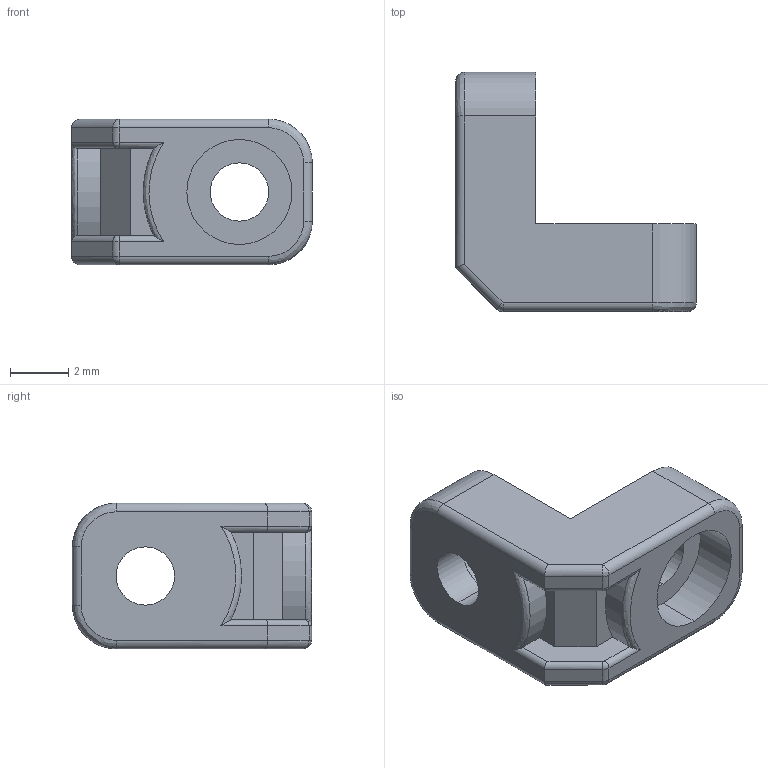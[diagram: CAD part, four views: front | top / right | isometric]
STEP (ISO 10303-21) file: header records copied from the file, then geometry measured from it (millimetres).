
FILE_DESCRIPTION (( 'STEP AP214' ), '1' );
FILE_NAME ('DRJ-0003.step', '2015-02-11T17:11:47', ( 'Alexandre' ), ( '' ), 'SwSTEP 2.0', 'SolidWorks 2015', '' );
FILE_SCHEMA (( 'AUTOMOTIVE_DESIGN' ));
Length unit declared in the file: millimetre
Products named in the file (1): DRJ-0003
Bounding box: 8.25 x 8.2 x 5 mm (x, y, z)
Volume: 133.6 mm3; surface area: 266 mm2
Topology: 1 solids, 1 shells, 57 faces, 137 edges, 82 vertices
Faces by surface type: cylinder 30, plane 17, bspline 8, torus 2
Entity records: 2509 total; most frequent: CARTESIAN_POINT 557, ORIENTED_EDGE 270, DIRECTION 269, EDGE_CURVE 135, AXIS2_PLACEMENT_3D 100, VERTEX_POINT 82, VECTOR 69, LINE 69
